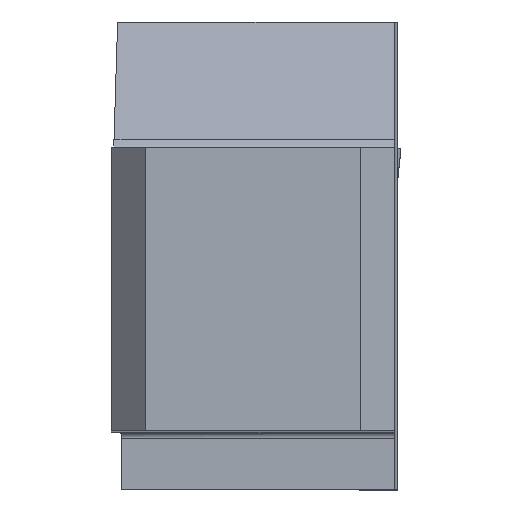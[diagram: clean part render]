
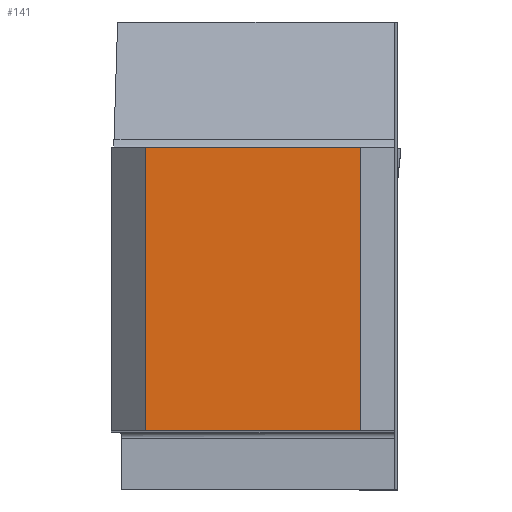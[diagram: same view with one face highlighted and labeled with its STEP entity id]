
A CAD part, top view. The second image highlights one B-rep face of the part: STEP entity #141.
In plain terms, the highlighted planar face has unit normal (0, 0, 1).
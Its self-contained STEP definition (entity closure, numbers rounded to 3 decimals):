
#141=ADVANCED_FACE('CU_BACK_SU1',(#250),#199,.F.);
#199=PLANE('',#1359);
#250=FACE_OUTER_BOUND('',#311,.T.);
#311=EDGE_LOOP('',(#473,#474,#475,#476));
#473=ORIENTED_EDGE('',*,*,#894,.F.);
#474=ORIENTED_EDGE('',*,*,#895,.T.);
#475=ORIENTED_EDGE('',*,*,#896,.T.);
#476=ORIENTED_EDGE('',*,*,#892,.F.);
#764=VERTEX_POINT('',#1877);
#765=VERTEX_POINT('',#1879);
#766=VERTEX_POINT('',#1883);
#767=VERTEX_POINT('',#1885);
#892=EDGE_CURVE('',#764,#765,#1051,.T.);
#894=EDGE_CURVE('',#766,#764,#1053,.T.);
#895=EDGE_CURVE('',#766,#767,#1054,.T.);
#896=EDGE_CURVE('',#767,#765,#1055,.T.);
#1051=LINE('',#1878,#1189);
#1053=LINE('',#1882,#1191);
#1054=LINE('',#1884,#1192);
#1055=LINE('',#1886,#1193);
#1189=VECTOR('',#1531,1.);
#1191=VECTOR('',#1535,1.);
#1192=VECTOR('',#1536,1.);
#1193=VECTOR('',#1537,1.);
#1359=AXIS2_PLACEMENT_3D('',#1887,#1538,#1539);
#1531=DIRECTION('',(1.,0.,0.));
#1535=DIRECTION('',(0.,1.,0.));
#1536=DIRECTION('',(1.,0.,0.));
#1537=DIRECTION('',(0.,1.,0.));
#1538=DIRECTION('',(0.,0.,-1.));
#1539=DIRECTION('',(-1.,0.,0.));
#1877=CARTESIAN_POINT('',(3.,24.925,0.));
#1878=CARTESIAN_POINT('',(-110.,24.925,0.));
#1879=CARTESIAN_POINT('',(21.925,24.925,0.));
#1882=CARTESIAN_POINT('',(3.,0.,0.));
#1883=CARTESIAN_POINT('',(3.,0.,0.));
#1884=CARTESIAN_POINT('',(-110.,0.,0.));
#1885=CARTESIAN_POINT('',(21.925,0.,0.));
#1886=CARTESIAN_POINT('',(21.925,0.,0.));
#1887=CARTESIAN_POINT('',(48.804,44.925,0.));
